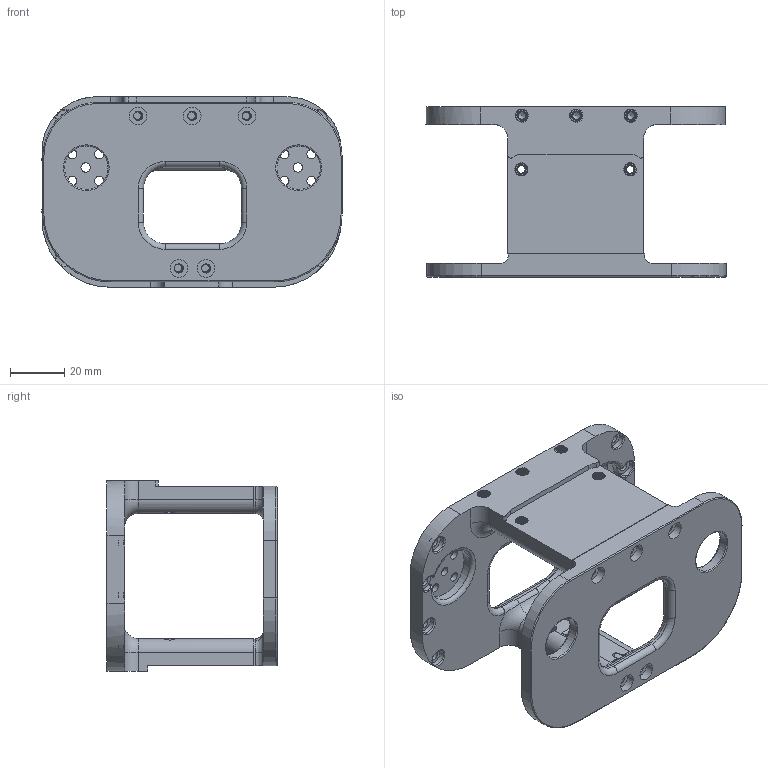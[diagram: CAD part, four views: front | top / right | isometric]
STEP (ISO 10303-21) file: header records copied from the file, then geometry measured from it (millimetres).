
FILE_DESCRIPTION(/* description */ (''),/* implementation_level */ '2;1');
FILE_NAME(/* name */ 'Spot MM1 Shoulder Assembly v36.step',/* time_stamp */ '2021-12-10T15:30:47-08:00',/* author */ (''),/* organization */ (''),/* preprocessor_version */ 'ST-DEVELOPER v18.1',/* originating_system */ 'Autodesk Translation Framework v10.10.0.1391',/* authorisation */ '');
FILE_SCHEMA (('AUTOMOTIVE_DESIGN { 1 0 10303 214 3 1 1 }'));
Products named in the file (5): Spot MM1 Shoulder Assembly; Shoulder; Inner_Plate; F1-B-M3-Heatfit v1; Outer_Plate
Assembly tree (12 placements, depth 4):
  Spot MM1 Shoulder Assembly
    Shoulder
      Inner_Plate
        F1-B-M3-Heatfit v1  x9
      Outer_Plate
Bounding box: 110.35 x 62.5 x 70 mm (x, y, z)
Volume: 94077.5 mm3; surface area: 44227.9 mm2
Topology: 14 solids, 14 shells, 2119 faces, 5987 edges, 3939 vertices
Faces by surface type: bspline 1000, cylinder 833, plane 159, cone 75, torus 52
Full cylindrical faces by diameter (mm): 2.82 x132, 3.4 x23, 4.133 x12, 4.148 x12, 4.443 x12, 4.5 x12, 6 x6, 6.5 x5, 16 x2, 19 x2, 20.2 x2
Entity records: 44078 total; most frequent: CARTESIAN_POINT 22639, ORIENTED_EDGE 5144, DIRECTION 3760, EDGE_CURVE 2572, VERTEX_POINT 1675, AXIS2_PLACEMENT_3D 1407, EDGE_LOOP 1035, LINE 946
